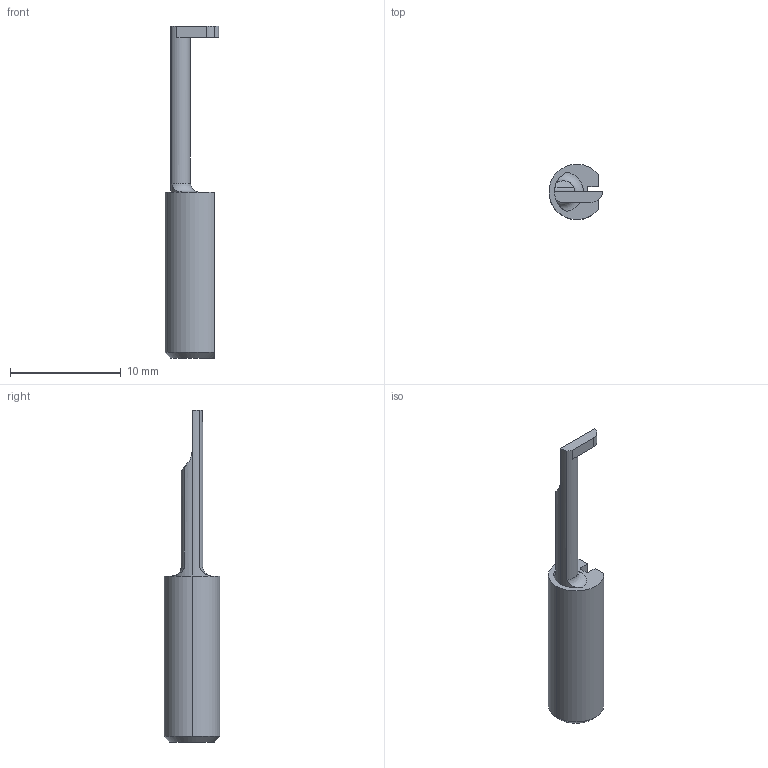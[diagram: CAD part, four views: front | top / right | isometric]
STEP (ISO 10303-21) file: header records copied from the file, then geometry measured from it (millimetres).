
FILE_DESCRIPTION (( 'STEP AP203' ), '1' );
FILE_NAME ('RP03.0105-8.step', '2024-10-15T12:43:01', ( '' ), ( '' ), 'SwSTEP 2.0', 'SolidWorks 2022', '' );
FILE_SCHEMA (( 'CONFIG_CONTROL_DESIGN' ));
Length unit declared in the file: millimetre
Products named in the file (1): RP03.0105-8
Bounding box: 4.88 x 4.99 x 30 mm (x, y, z)
Volume: 299.9 mm3; surface area: 383.6 mm2
Topology: 1 solids, 1 shells, 27 faces, 70 edges, 46 vertices
Faces by surface type: plane 15, cylinder 9, torus 2, cone 1
Entity records: 939 total; most frequent: CARTESIAN_POINT 198, ORIENTED_EDGE 140, DIRECTION 138, EDGE_CURVE 70, AXIS2_PLACEMENT_3D 50, VERTEX_POINT 46, VECTOR 38, LINE 38
